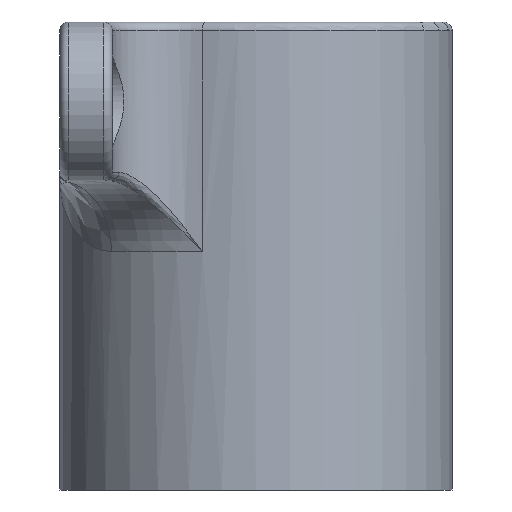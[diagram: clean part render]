
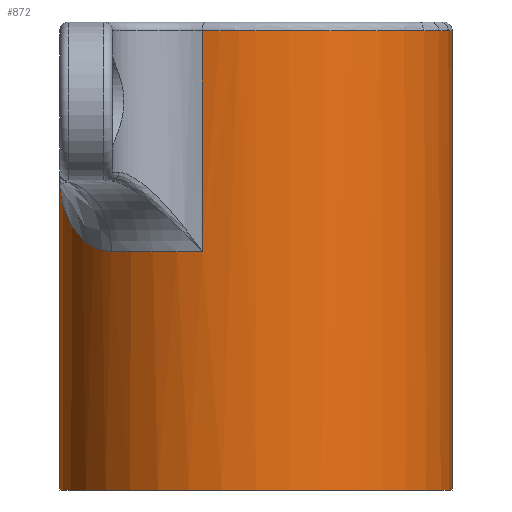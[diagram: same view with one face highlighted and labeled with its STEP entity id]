
A CAD part, left-side view. The second image highlights one B-rep face of the part: STEP entity #872.
In plain terms, the highlighted cylindrical face has radius 11.125 mm (diameter 22.25 mm), a full revolution.
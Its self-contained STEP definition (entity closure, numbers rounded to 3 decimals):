
#35=B_SPLINE_CURVE_WITH_KNOTS('',3,(#1650,#1651,#1652,#1653,#1654,#1655,
#1656,#1657),.UNSPECIFIED.,.F.,.F.,(4,2,1,1,4),(-0.002,0.,
0.719,0.958,1.198),.UNSPECIFIED.);
#41=B_SPLINE_CURVE_WITH_KNOTS('',3,(#1879,#1880,#1881,#1882,#1883,#1884,
#1885,#1886,#1887,#1888,#1889,#1890),.UNSPECIFIED.,.F.,.F.,(4,1,1,1,1,1,
1,2,4),(2.638,2.877,3.117,3.357,
3.476,3.596,3.716,3.836,3.837),
 .UNSPECIFIED.);
#90=CYLINDRICAL_SURFACE('',#996,11.125);
#136=FACE_OUTER_BOUND('',#198,.T.);
#198=EDGE_LOOP('',(#723,#724,#725,#726,#727,#728,#729,#730,#731,#732,#733));
#255=LINE('',#1875,#293);
#256=LINE('',#1877,#294);
#257=LINE('',#1892,#295);
#293=VECTOR('',#1216,10.);
#294=VECTOR('',#1219,10.);
#295=VECTOR('',#1222,11.125);
#313=CIRCLE('',#926,11.125);
#337=CIRCLE('',#959,11.125);
#348=CIRCLE('',#976,11.125);
#349=CIRCLE('',#977,11.125);
#361=CIRCLE('',#997,11.125);
#385=VERTEX_POINT('',#1335);
#388=VERTEX_POINT('',#1380);
#416=VERTEX_POINT('',#1596);
#417=VERTEX_POINT('',#1598);
#423=VERTEX_POINT('',#1727);
#424=VERTEX_POINT('',#1731);
#425=VERTEX_POINT('',#1733);
#434=VERTEX_POINT('',#1822);
#438=VERTEX_POINT('',#1878);
#463=EDGE_CURVE('',#385,#385,#313,.T.);
#507=EDGE_CURVE('',#416,#417,#337,.T.);
#509=EDGE_CURVE('',#388,#416,#35,.T.);
#523=EDGE_CURVE('',#423,#425,#348,.T.);
#524=EDGE_CURVE('',#425,#424,#349,.T.);
#545=EDGE_CURVE('',#424,#434,#255,.T.);
#546=EDGE_CURVE('',#417,#423,#256,.T.);
#547=EDGE_CURVE('',#438,#388,#41,.T.);
#548=EDGE_CURVE('',#434,#438,#361,.T.);
#549=EDGE_CURVE('',#425,#385,#257,.T.);
#723=ORIENTED_EDGE('',*,*,#523,.F.);
#724=ORIENTED_EDGE('',*,*,#546,.F.);
#725=ORIENTED_EDGE('',*,*,#507,.F.);
#726=ORIENTED_EDGE('',*,*,#509,.F.);
#727=ORIENTED_EDGE('',*,*,#547,.F.);
#728=ORIENTED_EDGE('',*,*,#548,.F.);
#729=ORIENTED_EDGE('',*,*,#545,.F.);
#730=ORIENTED_EDGE('',*,*,#524,.F.);
#731=ORIENTED_EDGE('',*,*,#549,.T.);
#732=ORIENTED_EDGE('',*,*,#463,.F.);
#733=ORIENTED_EDGE('',*,*,#549,.F.);
#872=ADVANCED_FACE('',(#136),#90,.T.);
#926=AXIS2_PLACEMENT_3D('',#1336,#1057,#1058);
#959=AXIS2_PLACEMENT_3D('',#1599,#1135,#1136);
#976=AXIS2_PLACEMENT_3D('',#1734,#1171,#1172);
#977=AXIS2_PLACEMENT_3D('',#1735,#1173,#1174);
#996=AXIS2_PLACEMENT_3D('',#1876,#1217,#1218);
#997=AXIS2_PLACEMENT_3D('',#1891,#1220,#1221);
#1057=DIRECTION('center_axis',(0.,0.,-1.));
#1058=DIRECTION('ref_axis',(-1.,0.,0.));
#1135=DIRECTION('center_axis',(0.,0.,1.));
#1136=DIRECTION('ref_axis',(-0.367,0.93,0.));
#1171=DIRECTION('center_axis',(0.,0.,1.));
#1172=DIRECTION('ref_axis',(0.,-1.,0.));
#1173=DIRECTION('center_axis',(0.,0.,1.));
#1174=DIRECTION('ref_axis',(0.,-1.,0.));
#1216=DIRECTION('',(0.,0.,-1.));
#1217=DIRECTION('center_axis',(0.,0.,1.));
#1218=DIRECTION('ref_axis',(1.,0.,0.));
#1219=DIRECTION('',(0.,0.,1.));
#1220=DIRECTION('center_axis',(0.,0.,1.));
#1221=DIRECTION('ref_axis',(0.367,0.93,0.));
#1222=DIRECTION('',(0.,0.,-1.));
#1335=CARTESIAN_POINT('',(-11.125,0.,-24.));
#1336=CARTESIAN_POINT('Origin',(0.,0.,-24.));
#1380=CARTESIAN_POINT('',(0.,11.125,-6.5));
#1596=CARTESIAN_POINT('',(-7.537,8.183,-10.5));
#1598=CARTESIAN_POINT('',(-10.703,3.034,-10.5));
#1599=CARTESIAN_POINT('Origin',(0.,0.,-10.5));
#1650=CARTESIAN_POINT('Ctrl Pts',(0.,11.125,-6.5));
#1651=CARTESIAN_POINT('Ctrl Pts',(-0.003,11.125,-6.502));
#1652=CARTESIAN_POINT('Ctrl Pts',(-0.007,11.125,
-6.505));
#1653=CARTESIAN_POINT('Ctrl Pts',(-1.58,11.123,-7.602));
#1654=CARTESIAN_POINT('Ctrl Pts',(-3.705,10.682,-9.11));
#1655=CARTESIAN_POINT('Ctrl Pts',(-6.177,9.307,-10.285));
#1656=CARTESIAN_POINT('Ctrl Pts',(-7.105,8.581,-10.5));
#1657=CARTESIAN_POINT('Ctrl Pts',(-7.537,8.183,-10.5));
#1727=CARTESIAN_POINT('',(-10.703,3.034,2.));
#1731=CARTESIAN_POINT('',(10.703,3.034,2.));
#1733=CARTESIAN_POINT('',(-11.125,0.,2.));
#1734=CARTESIAN_POINT('Origin',(0.,0.,2.));
#1735=CARTESIAN_POINT('Origin',(0.,0.,2.));
#1822=CARTESIAN_POINT('',(10.703,3.034,-10.5));
#1875=CARTESIAN_POINT('',(10.703,3.034,0.));
#1876=CARTESIAN_POINT('Origin',(0.,0.,0.));
#1877=CARTESIAN_POINT('',(-10.703,3.034,0.));
#1878=CARTESIAN_POINT('',(7.537,8.183,-10.5));
#1879=CARTESIAN_POINT('Ctrl Pts',(7.537,8.183,-10.5));
#1880=CARTESIAN_POINT('Ctrl Pts',(7.105,8.581,-10.5));
#1881=CARTESIAN_POINT('Ctrl Pts',(6.179,9.305,-10.285));
#1882=CARTESIAN_POINT('Ctrl Pts',(4.69,10.134,-9.58));
#1883=CARTESIAN_POINT('Ctrl Pts',(3.415,10.611,-8.815));
#1884=CARTESIAN_POINT('Ctrl Pts',(2.372,10.879,-8.135));
#1885=CARTESIAN_POINT('Ctrl Pts',(1.585,11.021,-7.602));
#1886=CARTESIAN_POINT('Ctrl Pts',(0.796,11.106,-7.057));
#1887=CARTESIAN_POINT('Ctrl Pts',(0.272,11.125,-6.69));
#1888=CARTESIAN_POINT('Ctrl Pts',(0.007,11.125,-6.505));
#1889=CARTESIAN_POINT('Ctrl Pts',(0.003,11.125,-6.502));
#1890=CARTESIAN_POINT('Ctrl Pts',(0.,11.125,-6.5));
#1891=CARTESIAN_POINT('Origin',(0.,0.,-10.5));
#1892=CARTESIAN_POINT('',(-11.125,0.,0.));
